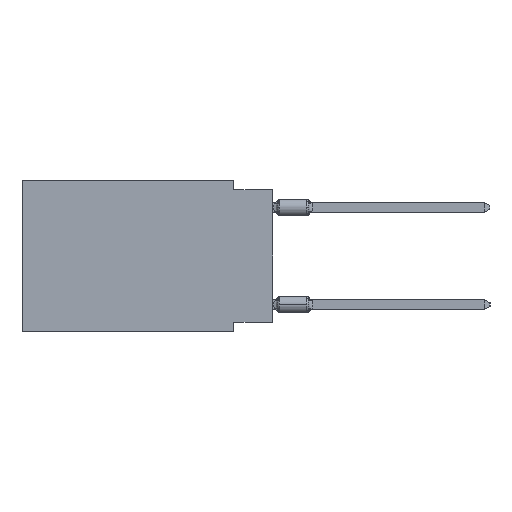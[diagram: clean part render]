
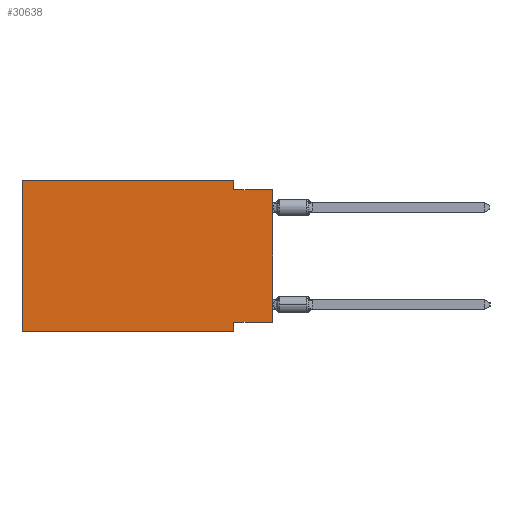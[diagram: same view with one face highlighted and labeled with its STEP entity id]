
A CAD part, left-side view. The second image highlights one B-rep face of the part: STEP entity #30638.
In plain terms, the highlighted planar face has unit normal (-1, 0, 0).
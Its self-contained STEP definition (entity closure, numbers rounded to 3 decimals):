
#1673 = CARTESIAN_POINT ( 'NONE',  ( 0., 2.54, -9.906 ) ) ;
#3355 = VECTOR ( 'NONE', #41279, 1000. ) ;
#3480 = LINE ( 'NONE', #23059, #4750 ) ;
#3567 = CARTESIAN_POINT ( 'NONE',  ( 0., 16.383, 0. ) ) ;
#4750 = VECTOR ( 'NONE', #42604, 1000. ) ;
#5764 = ORIENTED_EDGE ( 'NONE', *, *, #15207, .F. ) ;
#8292 = CARTESIAN_POINT ( 'NONE',  ( 0., 2.54, 0. ) ) ;
#9018 = DIRECTION ( 'NONE',  ( 1., 0., 0. ) ) ;
#9839 = DIRECTION ( 'NONE',  ( 0., 0., 1. ) ) ;
#10023 = VECTOR ( 'NONE', #56996, 1000. ) ;
#11481 = LINE ( 'NONE', #21730, #3355 ) ;
#11707 = LINE ( 'NONE', #31885, #31036 ) ;
#12494 = LINE ( 'NONE', #56124, #40571 ) ;
#12675 = CARTESIAN_POINT ( 'NONE',  ( 0., 2.54, -0.635 ) ) ;
#13732 = VECTOR ( 'NONE', #27540, 1000. ) ;
#13842 = PLANE ( 'NONE',  #35194 ) ;
#14185 = DIRECTION ( 'NONE',  ( 0., -1., 0. ) ) ;
#14646 = CARTESIAN_POINT ( 'NONE',  ( 0., 16.383, -9.906 ) ) ;
#15207 = EDGE_CURVE ( 'NONE', #36811, #30676, #3480, .T. ) ;
#15932 = ORIENTED_EDGE ( 'NONE', *, *, #56523, .T. ) ;
#17704 = DIRECTION ( 'NONE',  ( 0., 0., -1. ) ) ;
#18695 = LINE ( 'NONE', #53960, #33881 ) ;
#19632 = EDGE_LOOP ( 'NONE', ( #15932, #36117, #60439, #32146, #5764, #27603, #45146, #53236 ) ) ;
#21730 = CARTESIAN_POINT ( 'NONE',  ( 0., 2.54, -9.906 ) ) ;
#23059 = CARTESIAN_POINT ( 'NONE',  ( 0., 16.383, 0. ) ) ;
#23970 = CARTESIAN_POINT ( 'NONE',  ( 0., 0., -9.271 ) ) ;
#27232 = LINE ( 'NONE', #8292, #13732 ) ;
#27540 = DIRECTION ( 'NONE',  ( 0., 0., -1. ) ) ;
#27603 = ORIENTED_EDGE ( 'NONE', *, *, #51287, .T. ) ;
#28430 = CARTESIAN_POINT ( 'NONE',  ( 0., 0., -0.635 ) ) ;
#28893 = EDGE_CURVE ( 'NONE', #62558, #38577, #11707, .T. ) ;
#29829 = EDGE_CURVE ( 'NONE', #43285, #58696, #27232, .T. ) ;
#30638 = ADVANCED_FACE ( 'NONE', ( #62596 ), #13842, .F. ) ;
#30676 = VERTEX_POINT ( 'NONE', #61639 ) ;
#31036 = VECTOR ( 'NONE', #31558, 1000. ) ;
#31558 = DIRECTION ( 'NONE',  ( 0., 1., 0. ) ) ;
#31848 = CARTESIAN_POINT ( 'NONE',  ( 0., 2.54, -9.271 ) ) ;
#31885 = CARTESIAN_POINT ( 'NONE',  ( 0., 0., -9.271 ) ) ;
#32146 = ORIENTED_EDGE ( 'NONE', *, *, #41143, .F. ) ;
#33881 = VECTOR ( 'NONE', #14185, 1000. ) ;
#34212 = LINE ( 'NONE', #44778, #52074 ) ;
#35194 = AXIS2_PLACEMENT_3D ( 'NONE', #3567, #9018, #17704 ) ;
#35348 = EDGE_CURVE ( 'NONE', #38577, #39298, #11481, .T. ) ;
#36117 = ORIENTED_EDGE ( 'NONE', *, *, #43288, .F. ) ;
#36811 = VERTEX_POINT ( 'NONE', #14646 ) ;
#38577 = VERTEX_POINT ( 'NONE', #31848 ) ;
#39298 = VERTEX_POINT ( 'NONE', #1673 ) ;
#40571 = VECTOR ( 'NONE', #52251, 1000. ) ;
#41143 = EDGE_CURVE ( 'NONE', #30676, #43285, #12494, .T. ) ;
#41279 = DIRECTION ( 'NONE',  ( 0., 0., -1. ) ) ;
#42535 = CARTESIAN_POINT ( 'NONE',  ( 0., 2.54, 0. ) ) ;
#42604 = DIRECTION ( 'NONE',  ( 0., 0., 1. ) ) ;
#43285 = VERTEX_POINT ( 'NONE', #42535 ) ;
#43288 = EDGE_CURVE ( 'NONE', #58696, #48620, #62114, .T. ) ;
#44778 = CARTESIAN_POINT ( 'NONE',  ( 0., 0., 0. ) ) ;
#45146 = ORIENTED_EDGE ( 'NONE', *, *, #35348, .F. ) ;
#48620 = VERTEX_POINT ( 'NONE', #60245 ) ;
#51287 = EDGE_CURVE ( 'NONE', #36811, #39298, #18695, .T. ) ;
#52074 = VECTOR ( 'NONE', #9839, 1000. ) ;
#52251 = DIRECTION ( 'NONE',  ( 0., -1., 0. ) ) ;
#53236 = ORIENTED_EDGE ( 'NONE', *, *, #28893, .F. ) ;
#53960 = CARTESIAN_POINT ( 'NONE',  ( 0., 16.383, -9.906 ) ) ;
#56124 = CARTESIAN_POINT ( 'NONE',  ( 0., 16.383, 0. ) ) ;
#56523 = EDGE_CURVE ( 'NONE', #62558, #48620, #34212, .T. ) ;
#56996 = DIRECTION ( 'NONE',  ( 0., -1., 0. ) ) ;
#58696 = VERTEX_POINT ( 'NONE', #12675 ) ;
#60245 = CARTESIAN_POINT ( 'NONE',  ( 0., 0., -0.635 ) ) ;
#60439 = ORIENTED_EDGE ( 'NONE', *, *, #29829, .F. ) ;
#61639 = CARTESIAN_POINT ( 'NONE',  ( 0., 16.383, 0. ) ) ;
#62114 = LINE ( 'NONE', #28430, #10023 ) ;
#62558 = VERTEX_POINT ( 'NONE', #23970 ) ;
#62596 = FACE_OUTER_BOUND ( 'NONE', #19632, .T. ) ;
